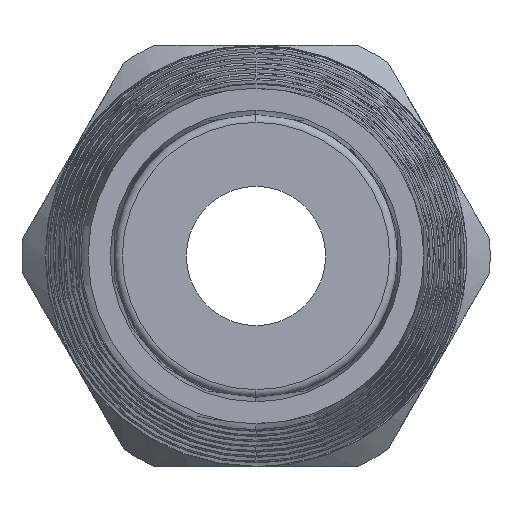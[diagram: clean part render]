
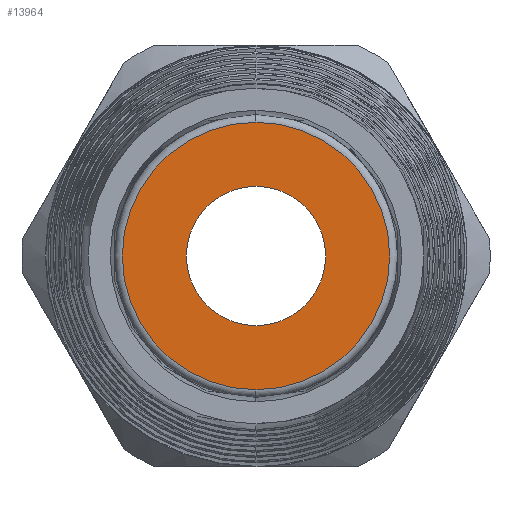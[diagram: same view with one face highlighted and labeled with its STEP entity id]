
A CAD part, left-side view. The second image highlights one B-rep face of the part: STEP entity #13964.
In plain terms, the highlighted planar face has unit normal (-1, 0, 0).
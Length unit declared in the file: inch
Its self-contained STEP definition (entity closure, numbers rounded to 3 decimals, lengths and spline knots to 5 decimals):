
#1882 = DIRECTION ( 'NONE',  ( 0., 0., -1. ) ) ;
#1883 = DIRECTION ( 'NONE',  ( 1., 0., 0. ) ) ;
#1884 = CARTESIAN_POINT ( 'NONE',  ( -1.34, 0., 0. ) ) ;
#1885 = AXIS2_PLACEMENT_3D ( 'NONE', #1884, #1883, #1882 ) ;
#1886 = CIRCLE ( 'NONE', #1885, 0.175 ) ;
#1993 = CARTESIAN_POINT ( 'NONE',  ( -1.34, 0., -0.175 ) ) ;
#1994 = CARTESIAN_POINT ( 'NONE',  ( -1.34, 0., 0.175 ) ) ;
#1995 = DIRECTION ( 'NONE',  ( 0., 0., -1. ) ) ;
#1996 = DIRECTION ( 'NONE',  ( 1., 0., 0. ) ) ;
#1997 = CARTESIAN_POINT ( 'NONE',  ( -1.34, 0., 0. ) ) ;
#1998 = AXIS2_PLACEMENT_3D ( 'NONE', #1997, #1996, #1995 ) ;
#1999 = CIRCLE ( 'NONE', #1998, 0.175 ) ;
#2014 = DIRECTION ( 'NONE',  ( 0., 0., 1. ) ) ;
#2015 = DIRECTION ( 'NONE',  ( -1., 0., 0. ) ) ;
#2016 = CARTESIAN_POINT ( 'NONE',  ( -1.34, 0.336, 0. ) ) ;
#2017 = AXIS2_PLACEMENT_3D ( 'NONE', #2016, #2015, #2014 ) ;
#2018 = FACE_OUTER_BOUND ( 'NONE', #13990, .T. ) ;
#2019 = FACE_BOUND ( 'NONE', #13965, .T. ) ;
#2023 = PLANE ( 'NONE',  #2017 ) ;
#2052 = DIRECTION ( 'NONE',  ( 0., 0., -1. ) ) ;
#2053 = DIRECTION ( 'NONE',  ( 1., 0., 0. ) ) ;
#2054 = CARTESIAN_POINT ( 'NONE',  ( -1.34, 0., 0. ) ) ;
#2055 = AXIS2_PLACEMENT_3D ( 'NONE', #2054, #2053, #2052 ) ;
#2056 = CIRCLE ( 'NONE', #2055, 0.336 ) ;
#2057 = CARTESIAN_POINT ( 'NONE',  ( -1.34, 0., 0.336 ) ) ;
#2058 = CARTESIAN_POINT ( 'NONE',  ( -1.34, 0., -0.336 ) ) ;
#2072 = DIRECTION ( 'NONE',  ( 0., 0., -1. ) ) ;
#2073 = DIRECTION ( 'NONE',  ( 1., 0., 0. ) ) ;
#2074 = CARTESIAN_POINT ( 'NONE',  ( -1.34, 0., 0. ) ) ;
#2075 = AXIS2_PLACEMENT_3D ( 'NONE', #2074, #2073, #2072 ) ;
#2076 = CIRCLE ( 'NONE', #2075, 0.336 ) ;
#13900 = EDGE_CURVE ( 'NONE', #13939, #13938, #1886, .T. ) ;
#13937 = EDGE_CURVE ( 'NONE', #13938, #13939, #1999, .T. ) ;
#13938 = VERTEX_POINT ( 'NONE', #1994 ) ;
#13939 = VERTEX_POINT ( 'NONE', #1993 ) ;
#13964 = ADVANCED_FACE ( 'NONE', ( #2019, #2018 ), #2023, .T. ) ;
#13965 = EDGE_LOOP ( 'NONE', ( #13988, #13989 ) ) ;
#13978 = VERTEX_POINT ( 'NONE', #2058 ) ;
#13979 = VERTEX_POINT ( 'NONE', #2057 ) ;
#13982 = EDGE_CURVE ( 'NONE', #13978, #13979, #2056, .T. ) ;
#13988 = ORIENTED_EDGE ( 'NONE', *, *, #13900, .T. ) ;
#13989 = ORIENTED_EDGE ( 'NONE', *, *, #13937, .T. ) ;
#13990 = EDGE_LOOP ( 'NONE', ( #13991, #13992 ) ) ;
#13991 = ORIENTED_EDGE ( 'NONE', *, *, #13982, .F. ) ;
#13992 = ORIENTED_EDGE ( 'NONE', *, *, #14011, .F. ) ;
#14011 = EDGE_CURVE ( 'NONE', #13979, #13978, #2076, .T. ) ;
